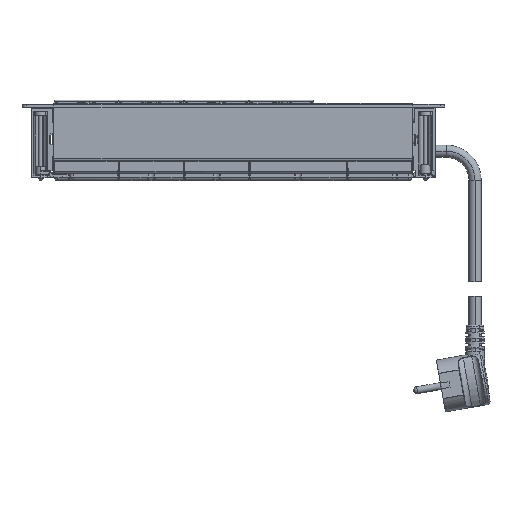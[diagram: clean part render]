
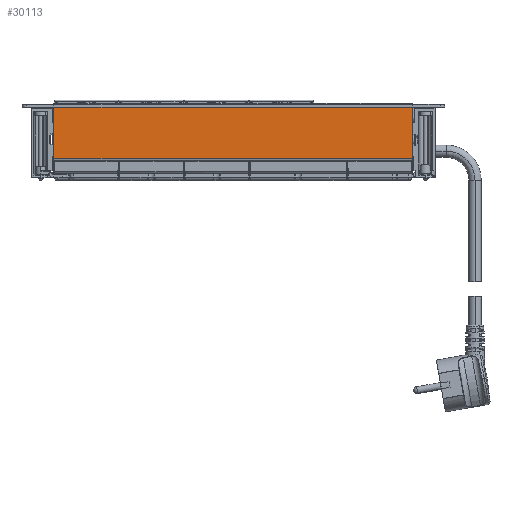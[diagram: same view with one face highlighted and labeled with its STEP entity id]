
A CAD part, front view. The second image highlights one B-rep face of the part: STEP entity #30113.
In plain terms, the highlighted planar face has unit normal (0, -1, 0).
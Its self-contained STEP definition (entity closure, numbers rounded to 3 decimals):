
#30100=AXIS2_PLACEMENT_3D('Plane Axis2P3D',#30097,#30098,#30099) ;
#28425=CARTESIAN_POINT('Vertex',(0.,-97.5,7.701)) ;
#28428=CARTESIAN_POINT('Line Origine',(0.,-97.5,25.6)) ;
#28432=CARTESIAN_POINT('Vertex',(0.,-97.5,43.5)) ;
#28780=CARTESIAN_POINT('Vertex',(247.51,-97.5,43.5)) ;
#28783=CARTESIAN_POINT('Line Origine',(247.51,-97.5,25.6)) ;
#28787=CARTESIAN_POINT('Vertex',(247.51,-97.5,7.701)) ;
#30085=CARTESIAN_POINT('Line Origine',(123.755,-97.5,7.701)) ;
#30097=CARTESIAN_POINT('Axis2P3D Location',(157.21,-97.5,7.701)) ;
#30102=CARTESIAN_POINT('Line Origine',(123.755,-97.5,43.5)) ;
#28429=DIRECTION('Vector Direction',(0.,0.,1.)) ;
#28784=DIRECTION('Vector Direction',(0.,0.,1.)) ;
#30086=DIRECTION('Vector Direction',(1.,0.,0.)) ;
#30098=DIRECTION('Axis2P3D Direction',(0.,1.,-0.)) ;
#30099=DIRECTION('Axis2P3D XDirection',(0.,0.,1.)) ;
#30103=DIRECTION('Vector Direction',(1.,0.,0.)) ;
#28430=VECTOR('Line Direction',#28429,1.) ;
#28785=VECTOR('Line Direction',#28784,1.) ;
#30087=VECTOR('Line Direction',#30086,1.) ;
#30104=VECTOR('Line Direction',#30103,1.) ;
#30108=ORIENTED_EDGE('',*,*,#28434,.T.) ;
#30109=ORIENTED_EDGE('',*,*,#30089,.T.) ;
#30110=ORIENTED_EDGE('',*,*,#28789,.F.) ;
#30111=ORIENTED_EDGE('',*,*,#30106,.F.) ;
#30113=ADVANCED_FACE('MULTI LINK WALL 2x8 MODULES.1\\D010350.1.1',(#30112),#30101,.F.) ;
#28434=EDGE_CURVE('',#28433,#28426,#28431,.F.) ;
#28789=EDGE_CURVE('',#28781,#28788,#28786,.F.) ;
#30089=EDGE_CURVE('',#28426,#28788,#30088,.T.) ;
#30106=EDGE_CURVE('',#28433,#28781,#30105,.T.) ;
#30107=EDGE_LOOP('',(#30108,#30109,#30110,#30111)) ;
#30112=FACE_OUTER_BOUND('',#30107,.T.) ;
#28431=LINE('Line',#28428,#28430) ;
#28786=LINE('Line',#28783,#28785) ;
#30088=LINE('Line',#30085,#30087) ;
#30105=LINE('Line',#30102,#30104) ;
#30101=PLANE('',#30100) ;
#28426=VERTEX_POINT('',#28425) ;
#28433=VERTEX_POINT('',#28432) ;
#28781=VERTEX_POINT('',#28780) ;
#28788=VERTEX_POINT('',#28787) ;
